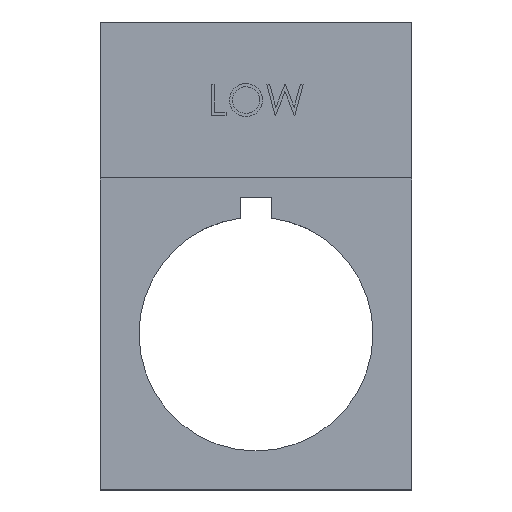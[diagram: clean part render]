
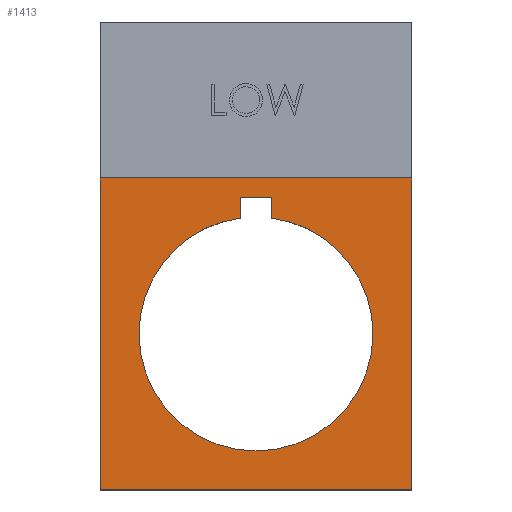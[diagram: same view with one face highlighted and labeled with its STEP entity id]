
A CAD part, top view. The second image highlights one B-rep face of the part: STEP entity #1413.
In plain terms, the highlighted planar face has unit normal (0, 0, 1).
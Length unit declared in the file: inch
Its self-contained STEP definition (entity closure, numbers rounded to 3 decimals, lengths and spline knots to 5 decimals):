
#15 = CARTESIAN_POINT ( 'NONE',  ( -0.44291, 0., 0.01969 ) ) ;
#29 = LINE ( 'NONE', #521, #1385 ) ;
#51 = AXIS2_PLACEMENT_3D ( 'NONE', #1403, #201, #1803 ) ;
#117 = CARTESIAN_POINT ( 'NONE',  ( 0.59055, 0.59055, 0.01969 ) ) ;
#122 = VERTEX_POINT ( 'NONE', #2436 ) ;
#180 = CARTESIAN_POINT ( 'NONE',  ( 0.05906, 0.5177, 0.01969 ) ) ;
#198 = DIRECTION ( 'NONE',  ( 1., 0., 0. ) ) ;
#199 = LINE ( 'NONE', #595, #2039 ) ;
#201 = DIRECTION ( 'NONE',  ( 0., 0., -1. ) ) ;
#207 = DIRECTION ( 'NONE',  ( 0., -1., 0. ) ) ;
#233 = CARTESIAN_POINT ( 'NONE',  ( 0.59055, -0.59055, 0.01969 ) ) ;
#251 = ORIENTED_EDGE ( 'NONE', *, *, #2223, .T. ) ;
#278 = AXIS2_PLACEMENT_3D ( 'NONE', #1264, #1873, #1067 ) ;
#283 = CIRCLE ( 'NONE', #51, 0.44291 ) ;
#293 = CARTESIAN_POINT ( 'NONE',  ( -0.59055, -0.59055, 0.01969 ) ) ;
#308 = LINE ( 'NONE', #1917, #488 ) ;
#324 = VECTOR ( 'NONE', #540, 39.37008 ) ;
#390 = PLANE ( 'NONE',  #2080 ) ;
#488 = VECTOR ( 'NONE', #494, 39.37008 ) ;
#494 = DIRECTION ( 'NONE',  ( 0., -1., 0. ) ) ;
#521 = CARTESIAN_POINT ( 'NONE',  ( -0.59055, 1.1811, 0.01969 ) ) ;
#528 = CARTESIAN_POINT ( 'NONE',  ( 0.05906, 0.5177, 0.01969 ) ) ;
#540 = DIRECTION ( 'NONE',  ( -1., 0., 0. ) ) ;
#566 = VERTEX_POINT ( 'NONE', #15 ) ;
#595 = CARTESIAN_POINT ( 'NONE',  ( 0.05906, 0.43896, 0.01969 ) ) ;
#611 = ORIENTED_EDGE ( 'NONE', *, *, #683, .T. ) ;
#648 = CARTESIAN_POINT ( 'NONE',  ( 0.59055, 0.59055, 0.01969 ) ) ;
#666 = CARTESIAN_POINT ( 'NONE',  ( -0.05906, 0.5177, 0.01969 ) ) ;
#683 = EDGE_CURVE ( 'NONE', #1185, #566, #1634, .T. ) ;
#718 = CARTESIAN_POINT ( 'NONE',  ( -0.59055, 0.59055, 0.01969 ) ) ;
#740 = CARTESIAN_POINT ( 'NONE',  ( -0.59055, -0.59055, 0.01969 ) ) ;
#771 = DIRECTION ( 'NONE',  ( 0., 0., 1. ) ) ;
#878 = LINE ( 'NONE', #740, #324 ) ;
#914 = DIRECTION ( 'NONE',  ( 0., 1., 0. ) ) ;
#950 = EDGE_CURVE ( 'NONE', #566, #1764, #283, .T. ) ;
#980 = DIRECTION ( 'NONE',  ( 1., 0., 0. ) ) ;
#1003 = ORIENTED_EDGE ( 'NONE', *, *, #1882, .F. ) ;
#1043 = VERTEX_POINT ( 'NONE', #293 ) ;
#1051 = CARTESIAN_POINT ( 'NONE',  ( -0.05906, 0.43896, 0.01969 ) ) ;
#1067 = DIRECTION ( 'NONE',  ( 1., 0., 0. ) ) ;
#1071 = LINE ( 'NONE', #180, #2277 ) ;
#1159 = VERTEX_POINT ( 'NONE', #666 ) ;
#1179 = EDGE_CURVE ( 'NONE', #2140, #1937, #2182, .T. ) ;
#1185 = VERTEX_POINT ( 'NONE', #1719 ) ;
#1248 = FACE_OUTER_BOUND ( 'NONE', #2364, .T. ) ;
#1263 = ORIENTED_EDGE ( 'NONE', *, *, #1706, .T. ) ;
#1264 = CARTESIAN_POINT ( 'NONE',  ( 0., 0., 0.01969 ) ) ;
#1273 = AXIS2_PLACEMENT_3D ( 'NONE', #2526, #1900, #1331 ) ;
#1304 = EDGE_CURVE ( 'NONE', #1474, #1043, #878, .T. ) ;
#1308 = ORIENTED_EDGE ( 'NONE', *, *, #2423, .F. ) ;
#1331 = DIRECTION ( 'NONE',  ( 1., 0., 0. ) ) ;
#1385 = VECTOR ( 'NONE', #1503, 39.37008 ) ;
#1403 = CARTESIAN_POINT ( 'NONE',  ( 0., 0., 0.01969 ) ) ;
#1412 = ORIENTED_EDGE ( 'NONE', *, *, #1480, .T. ) ;
#1413 = ADVANCED_FACE ( 'NONE', ( #2327, #1248 ), #390, .T. ) ;
#1474 = VERTEX_POINT ( 'NONE', #233 ) ;
#1480 = EDGE_CURVE ( 'NONE', #2068, #122, #199, .T. ) ;
#1503 = DIRECTION ( 'NONE',  ( 0., 1., 0. ) ) ;
#1525 = CARTESIAN_POINT ( 'NONE',  ( -0.19685, 0.59055, 0.01969 ) ) ;
#1634 = CIRCLE ( 'NONE', #1273, 0.44291 ) ;
#1706 = EDGE_CURVE ( 'NONE', #122, #1185, #1823, .T. ) ;
#1719 = CARTESIAN_POINT ( 'NONE',  ( 0.44291, 0., 0.01969 ) ) ;
#1764 = VERTEX_POINT ( 'NONE', #1051 ) ;
#1803 = DIRECTION ( 'NONE',  ( 1., 0., 0. ) ) ;
#1823 = CIRCLE ( 'NONE', #278, 0.44291 ) ;
#1841 = LINE ( 'NONE', #2113, #2554 ) ;
#1873 = DIRECTION ( 'NONE',  ( 0., 0., -1. ) ) ;
#1882 = EDGE_CURVE ( 'NONE', #1043, #1937, #29, .T. ) ;
#1900 = DIRECTION ( 'NONE',  ( 0., 0., -1. ) ) ;
#1917 = CARTESIAN_POINT ( 'NONE',  ( 0.59055, -0.59055, 0.01969 ) ) ;
#1937 = VERTEX_POINT ( 'NONE', #718 ) ;
#1963 = CARTESIAN_POINT ( 'NONE',  ( 0., 0.29528, 0.01969 ) ) ;
#2039 = VECTOR ( 'NONE', #207, 39.37008 ) ;
#2045 = ORIENTED_EDGE ( 'NONE', *, *, #1304, .F. ) ;
#2068 = VERTEX_POINT ( 'NONE', #528 ) ;
#2080 = AXIS2_PLACEMENT_3D ( 'NONE', #1963, #771, #980 ) ;
#2087 = ORIENTED_EDGE ( 'NONE', *, *, #2430, .T. ) ;
#2094 = CARTESIAN_POINT ( 'NONE',  ( 0.19685, 0.59055, 0.01969 ) ) ;
#2113 = CARTESIAN_POINT ( 'NONE',  ( -0.05906, 0.5177, 0.01969 ) ) ;
#2140 = VERTEX_POINT ( 'NONE', #648 ) ;
#2182 = B_SPLINE_CURVE_WITH_KNOTS ( 'NONE', 3,
 ( #117, #2094, #1525, #2487 ),
 .UNSPECIFIED., .F., .F.,
 ( 4, 4 ),
 ( 0., 1. ),
 .UNSPECIFIED. ) ;
#2223 = EDGE_CURVE ( 'NONE', #1159, #2068, #1071, .T. ) ;
#2277 = VECTOR ( 'NONE', #198, 39.37008 ) ;
#2289 = ORIENTED_EDGE ( 'NONE', *, *, #1179, .T. ) ;
#2327 = FACE_BOUND ( 'NONE', #2418, .T. ) ;
#2364 = EDGE_LOOP ( 'NONE', ( #2045, #1308, #2289, #1003 ) ) ;
#2418 = EDGE_LOOP ( 'NONE', ( #251, #1412, #1263, #611, #2566, #2087 ) ) ;
#2423 = EDGE_CURVE ( 'NONE', #2140, #1474, #308, .T. ) ;
#2430 = EDGE_CURVE ( 'NONE', #1764, #1159, #1841, .T. ) ;
#2436 = CARTESIAN_POINT ( 'NONE',  ( 0.05906, 0.43896, 0.01969 ) ) ;
#2487 = CARTESIAN_POINT ( 'NONE',  ( -0.59055, 0.59055, 0.01969 ) ) ;
#2526 = CARTESIAN_POINT ( 'NONE',  ( 0., 0., 0.01969 ) ) ;
#2554 = VECTOR ( 'NONE', #914, 39.37008 ) ;
#2566 = ORIENTED_EDGE ( 'NONE', *, *, #950, .T. ) ;
